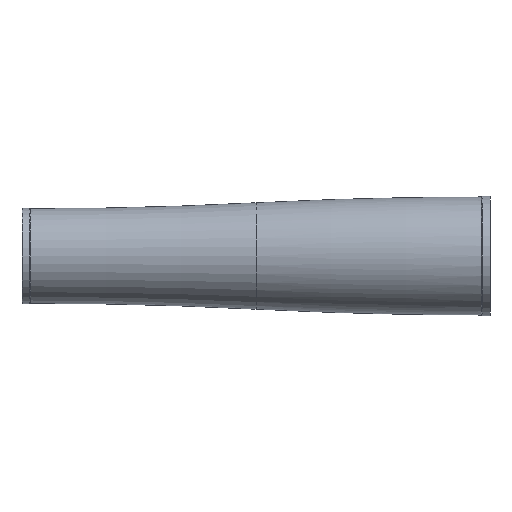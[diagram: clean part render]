
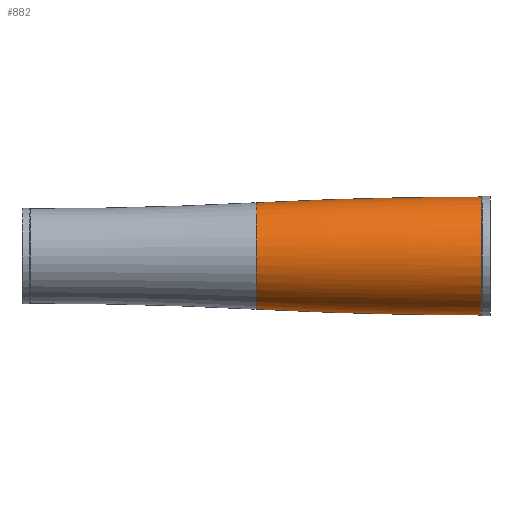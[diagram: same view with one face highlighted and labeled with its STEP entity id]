
A CAD part, front view. The second image highlights one B-rep face of the part: STEP entity #882.
In plain terms, the highlighted toroidal (fillet/blend) face has major radius 2016.53 mm and minor radius 2044.28 mm.
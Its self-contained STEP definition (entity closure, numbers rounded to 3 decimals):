
#1 = VERTEX_POINT ( 'NONE', #971 ) ;
#26 = VERTEX_POINT ( 'NONE', #59 ) ;
#59 = CARTESIAN_POINT ( 'NONE',  ( -110., 0., 25. ) ) ;
#117 = AXIS2_PLACEMENT_3D ( 'NONE', #497, #464, #487 ) ;
#128 = EDGE_CURVE ( 'NONE', #26, #650, #796, .T. ) ;
#130 = EDGE_LOOP ( 'NONE', ( #714, #341, #976, #293 ) ) ;
#237 = CARTESIAN_POINT ( 'NONE',  ( -4., 0., -2016.534 ) ) ;
#271 = EDGE_CURVE ( 'NONE', #650, #858, #759, .T. ) ;
#293 = ORIENTED_EDGE ( 'NONE', *, *, #982, .F. ) ;
#341 = ORIENTED_EDGE ( 'NONE', *, *, #128, .T. ) ;
#442 = DIRECTION ( 'NONE',  ( 1., 0., 0. ) ) ;
#464 = DIRECTION ( 'NONE',  ( 1., 0., 0. ) ) ;
#473 = AXIS2_PLACEMENT_3D ( 'NONE', #525, #503, #538 ) ;
#474 = AXIS2_PLACEMENT_3D ( 'NONE', #577, #442, #664 ) ;
#486 = AXIS2_PLACEMENT_3D ( 'NONE', #237, #793, #804 ) ;
#487 = DIRECTION ( 'NONE',  ( 0., 0., -1. ) ) ;
#497 = CARTESIAN_POINT ( 'NONE',  ( -110., 0., 0. ) ) ;
#503 = DIRECTION ( 'NONE',  ( 1., 0., 0. ) ) ;
#525 = CARTESIAN_POINT ( 'NONE',  ( -4., 0., 0. ) ) ;
#538 = DIRECTION ( 'NONE',  ( 0., 0., -1. ) ) ;
#577 = CARTESIAN_POINT ( 'NONE',  ( -4., 0., 0. ) ) ;
#650 = VERTEX_POINT ( 'NONE', #891 ) ;
#664 = DIRECTION ( 'NONE',  ( 0., 0., -1. ) ) ;
#681 = CIRCLE ( 'NONE', #474, 27.75 ) ;
#714 = ORIENTED_EDGE ( 'NONE', *, *, #950, .F. ) ;
#742 = CIRCLE ( 'NONE', #486, 2044.284 ) ;
#751 = FACE_OUTER_BOUND ( 'NONE', #130, .T. ) ;
#759 = CIRCLE ( 'NONE', #885, 2044.284 ) ;
#793 = DIRECTION ( 'NONE',  ( 0., 1., 0. ) ) ;
#796 = CIRCLE ( 'NONE', #117, 25. ) ;
#804 = DIRECTION ( 'NONE',  ( 0., 0., 1. ) ) ;
#813 = CARTESIAN_POINT ( 'NONE',  ( -4., 0., 2016.534 ) ) ;
#817 = DIRECTION ( 'NONE',  ( 0., -1., 0. ) ) ;
#826 = DIRECTION ( 'NONE',  ( 0., 0., -1. ) ) ;
#858 = VERTEX_POINT ( 'NONE', #916 ) ;
#877 = TOROIDAL_SURFACE ( 'NONE', #473, -2016.534, 2044.284 ) ;
#882 = ADVANCED_FACE ( 'NONE', ( #751 ), #877, .T. ) ;
#885 = AXIS2_PLACEMENT_3D ( 'NONE', #813, #817, #826 ) ;
#891 = CARTESIAN_POINT ( 'NONE',  ( -110., 0., -25. ) ) ;
#916 = CARTESIAN_POINT ( 'NONE',  ( -4., 0., -27.75 ) ) ;
#950 = EDGE_CURVE ( 'NONE', #26, #1, #742, .T. ) ;
#971 = CARTESIAN_POINT ( 'NONE',  ( -4., 0., 27.75 ) ) ;
#976 = ORIENTED_EDGE ( 'NONE', *, *, #271, .T. ) ;
#982 = EDGE_CURVE ( 'NONE', #1, #858, #681, .T. ) ;
